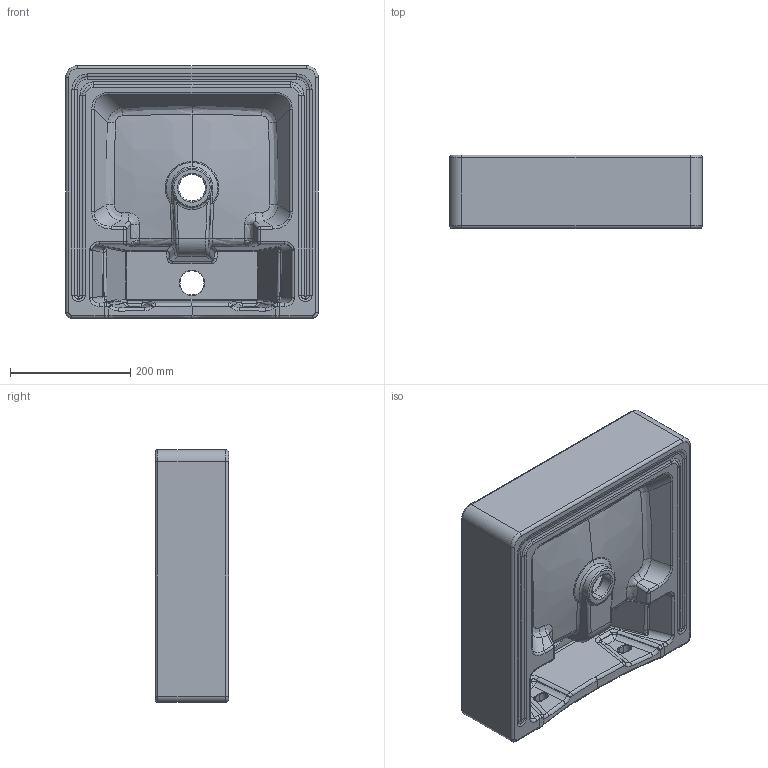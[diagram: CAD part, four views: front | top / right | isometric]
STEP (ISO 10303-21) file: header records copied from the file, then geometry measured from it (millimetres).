
FILE_DESCRIPTION (( 'STEP AP203' ), '1' );
FILE_NAME ('S30L307896_NewVersion.STEP', '2023-11-20T08:25:19', ( '' ), ( '' ), 'SwSTEP 2.0', 'SolidWorks 2021', '' );
FILE_SCHEMA (( 'CONFIG_CONTROL_DESIGN' ));
Length unit declared in the file: millimetre
Products named in the file (1): S30L307896_NewVersion
Bounding box: 420 x 121.9 x 420 mm (x, y, z)
Volume: 8597204.6 mm3; surface area: 694813.6 mm2
Topology: 1 solids, 1 shells, 382 faces, 911 edges, 511 vertices
Faces by surface type: bspline 143, cylinder 126, torus 49, plane 48, sphere 12, cone 4
Entity records: 21381 total; most frequent: CARTESIAN_POINT 13600, ORIENTED_EDGE 1782, DIRECTION 1438, EDGE_CURVE 891, AXIS2_PLACEMENT_3D 598, VERTEX_POINT 511, EDGE_LOOP 390, ADVANCED_FACE 382
